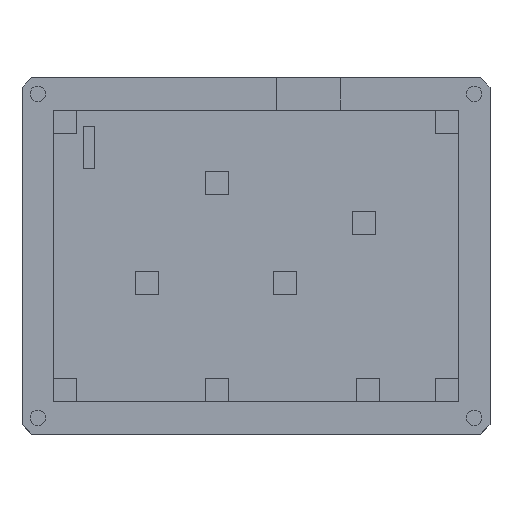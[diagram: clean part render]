
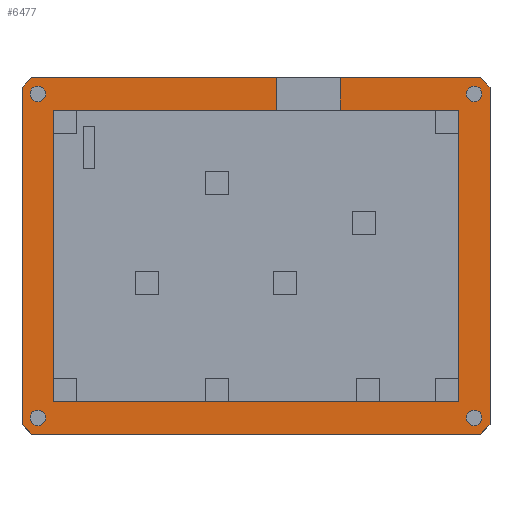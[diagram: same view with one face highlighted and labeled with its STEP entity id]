
A CAD part, top view. The second image highlights one B-rep face of the part: STEP entity #6477.
In plain terms, the highlighted planar face has unit normal (0, 0, 1).
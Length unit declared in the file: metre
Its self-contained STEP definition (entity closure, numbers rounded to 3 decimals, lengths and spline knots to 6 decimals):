
#177=CIRCLE('',#6867,0.0017);
#178=CIRCLE('',#6868,0.0017);
#179=CIRCLE('',#6869,0.0017);
#180=CIRCLE('',#6870,0.0017);
#735=ORIENTED_EDGE('',*,*,#2713,.F.);
#736=ORIENTED_EDGE('',*,*,#2714,.F.);
#737=ORIENTED_EDGE('',*,*,#2715,.F.);
#738=ORIENTED_EDGE('',*,*,#2716,.F.);
#739=ORIENTED_EDGE('',*,*,#2717,.T.);
#740=ORIENTED_EDGE('',*,*,#2718,.T.);
#741=ORIENTED_EDGE('',*,*,#2719,.F.);
#742=ORIENTED_EDGE('',*,*,#2720,.T.);
#743=ORIENTED_EDGE('',*,*,#2721,.T.);
#744=ORIENTED_EDGE('',*,*,#2722,.T.);
#745=ORIENTED_EDGE('',*,*,#2587,.T.);
#746=ORIENTED_EDGE('',*,*,#2723,.T.);
#747=ORIENTED_EDGE('',*,*,#2724,.F.);
#748=ORIENTED_EDGE('',*,*,#2725,.T.);
#749=ORIENTED_EDGE('',*,*,#2726,.F.);
#750=ORIENTED_EDGE('',*,*,#2727,.F.);
#751=ORIENTED_EDGE('',*,*,#2728,.T.);
#752=ORIENTED_EDGE('',*,*,#2729,.T.);
#753=ORIENTED_EDGE('',*,*,#2730,.F.);
#754=ORIENTED_EDGE('',*,*,#2731,.F.);
#2587=EDGE_CURVE('',#3577,#3576,#4188,.T.);
#2713=EDGE_CURVE('',#3702,#3702,#177,.T.);
#2714=EDGE_CURVE('',#3703,#3703,#178,.T.);
#2715=EDGE_CURVE('',#3704,#3704,#179,.T.);
#2716=EDGE_CURVE('',#3705,#3705,#180,.T.);
#2717=EDGE_CURVE('',#3706,#3707,#4251,.T.);
#2718=EDGE_CURVE('',#3707,#3708,#4252,.T.);
#2719=EDGE_CURVE('',#3709,#3708,#4253,.T.);
#2720=EDGE_CURVE('',#3709,#3710,#4254,.T.);
#2721=EDGE_CURVE('',#3710,#3711,#4255,.T.);
#2722=EDGE_CURVE('',#3711,#3577,#4256,.F.);
#2723=EDGE_CURVE('',#3576,#3712,#4257,.T.);
#2724=EDGE_CURVE('',#3713,#3712,#4258,.T.);
#2725=EDGE_CURVE('',#3713,#3714,#4259,.F.);
#2726=EDGE_CURVE('',#3715,#3714,#4260,.T.);
#2727=EDGE_CURVE('',#3716,#3715,#4261,.T.);
#2728=EDGE_CURVE('',#3716,#3717,#4262,.T.);
#2729=EDGE_CURVE('',#3717,#3718,#4263,.T.);
#2730=EDGE_CURVE('',#3719,#3718,#4264,.T.);
#2731=EDGE_CURVE('',#3706,#3719,#4265,.T.);
#3576=VERTEX_POINT('',#8665);
#3577=VERTEX_POINT('',#8667);
#3702=VERTEX_POINT('',#9039);
#3703=VERTEX_POINT('',#9041);
#3704=VERTEX_POINT('',#9043);
#3705=VERTEX_POINT('',#9045);
#3706=VERTEX_POINT('',#9047);
#3707=VERTEX_POINT('',#9048);
#3708=VERTEX_POINT('',#9050);
#3709=VERTEX_POINT('',#9052);
#3710=VERTEX_POINT('',#9054);
#3711=VERTEX_POINT('',#9056);
#3712=VERTEX_POINT('',#9059);
#3713=VERTEX_POINT('',#9061);
#3714=VERTEX_POINT('',#9063);
#3715=VERTEX_POINT('',#9065);
#3716=VERTEX_POINT('',#9067);
#3717=VERTEX_POINT('',#9069);
#3718=VERTEX_POINT('',#9071);
#3719=VERTEX_POINT('',#9073);
#4188=LINE('',#8666,#4863);
#4251=LINE('',#9046,#4926);
#4252=LINE('',#9049,#4927);
#4253=LINE('',#9051,#4928);
#4254=LINE('',#9053,#4929);
#4255=LINE('',#9055,#4930);
#4256=LINE('',#9057,#4931);
#4257=LINE('',#9058,#4932);
#4258=LINE('',#9060,#4933);
#4259=LINE('',#9062,#4934);
#4260=LINE('',#9064,#4935);
#4261=LINE('',#9066,#4936);
#4262=LINE('',#9068,#4937);
#4263=LINE('',#9070,#4938);
#4264=LINE('',#9072,#4939);
#4265=LINE('',#9074,#4940);
#4863=VECTOR('',#7217,1.);
#4926=VECTOR('',#7296,1.);
#4927=VECTOR('',#7297,1.);
#4928=VECTOR('',#7298,1.);
#4929=VECTOR('',#7299,1.);
#4930=VECTOR('',#7300,1.);
#4931=VECTOR('',#7301,1.);
#4932=VECTOR('',#7302,1.);
#4933=VECTOR('',#7303,1.);
#4934=VECTOR('',#7304,1.);
#4935=VECTOR('',#7305,1.);
#4936=VECTOR('',#7306,1.);
#4937=VECTOR('',#7307,1.);
#4938=VECTOR('',#7308,1.);
#4939=VECTOR('',#7309,1.);
#4940=VECTOR('',#7310,1.);
#5480=EDGE_LOOP('',(#735));
#5481=EDGE_LOOP('',(#736));
#5482=EDGE_LOOP('',(#737));
#5483=EDGE_LOOP('',(#738));
#5484=EDGE_LOOP('',(#739,#740,#741,#742,#743,#744,#745,#746,#747,#748,#749,
#750,#751,#752,#753,#754));
#5883=FACE_BOUND('',#5480,.T.);
#5884=FACE_BOUND('',#5481,.T.);
#5885=FACE_BOUND('',#5482,.T.);
#5886=FACE_BOUND('',#5483,.T.);
#5887=FACE_BOUND('',#5484,.T.);
#6266=PLANE('',#6866);
#6477=ADVANCED_FACE('',(#5883,#5884,#5885,#5886,#5887),#6266,.T.);
#6866=AXIS2_PLACEMENT_3D('',#9037,#7286,#7287);
#6867=AXIS2_PLACEMENT_3D('',#9038,#7288,#7289);
#6868=AXIS2_PLACEMENT_3D('',#9040,#7290,#7291);
#6869=AXIS2_PLACEMENT_3D('',#9042,#7292,#7293);
#6870=AXIS2_PLACEMENT_3D('',#9044,#7294,#7295);
#7217=DIRECTION('',(1.,0.,0.));
#7286=DIRECTION('',(0.,0.,1.));
#7287=DIRECTION('',(1.,0.,0.));
#7288=DIRECTION('',(0.,0.,1.));
#7289=DIRECTION('',(1.,0.,0.));
#7290=DIRECTION('',(0.,0.,1.));
#7291=DIRECTION('',(1.,0.,0.));
#7292=DIRECTION('',(0.,0.,1.));
#7293=DIRECTION('',(1.,0.,0.));
#7294=DIRECTION('',(0.,0.,1.));
#7295=DIRECTION('',(1.,0.,0.));
#7296=DIRECTION('',(1.,0.,0.));
#7297=DIRECTION('',(0.,1.,0.));
#7298=DIRECTION('',(1.,0.,0.));
#7299=DIRECTION('',(-0.707,-0.707,0.));
#7300=DIRECTION('',(0.,-1.,0.));
#7301=DIRECTION('',(-0.707,0.707,0.));
#7302=DIRECTION('',(0.707,0.707,0.));
#7303=DIRECTION('',(0.,-1.,0.));
#7304=DIRECTION('',(0.707,-0.707,0.));
#7305=DIRECTION('',(1.,0.,0.));
#7306=DIRECTION('',(0.,1.,0.));
#7307=DIRECTION('',(1.,0.,0.));
#7308=DIRECTION('',(0.,-1.,0.));
#7309=DIRECTION('',(1.,0.,0.));
#7310=DIRECTION('',(0.,-1.,0.));
#8665=CARTESIAN_POINT('',(0.04885,-0.0387,0.015));
#8666=CARTESIAN_POINT('',(0.,-0.0387,0.015));
#8667=CARTESIAN_POINT('',(-0.04885,-0.0387,0.015));
#9037=CARTESIAN_POINT('',(0.,0.,0.015));
#9038=CARTESIAN_POINT('',(0.0474,0.0352,0.015));
#9039=CARTESIAN_POINT('',(0.0491,0.0352,0.015));
#9040=CARTESIAN_POINT('',(-0.0474,-0.0352,0.015));
#9041=CARTESIAN_POINT('',(-0.0457,-0.0352,0.015));
#9042=CARTESIAN_POINT('',(0.0474,-0.0352,0.015));
#9043=CARTESIAN_POINT('',(0.0491,-0.0352,0.015));
#9044=CARTESIAN_POINT('',(-0.0474,0.0352,0.015));
#9045=CARTESIAN_POINT('',(-0.0457,0.0352,0.015));
#9046=CARTESIAN_POINT('',(0.,0.0317,0.015));
#9047=CARTESIAN_POINT('',(-0.04395,0.0317,0.015));
#9048=CARTESIAN_POINT('',(0.00435,0.0317,0.015));
#9049=CARTESIAN_POINT('',(0.00435,0.0307,0.015));
#9050=CARTESIAN_POINT('',(0.00435,0.0387,0.015));
#9051=CARTESIAN_POINT('',(0.,0.0387,0.015));
#9052=CARTESIAN_POINT('',(-0.04885,0.0387,0.015));
#9053=CARTESIAN_POINT('',(-0.043775,0.043775,0.015));
#9054=CARTESIAN_POINT('',(-0.05085,0.0367,0.015));
#9055=CARTESIAN_POINT('',(-0.05085,0.,0.015));
#9056=CARTESIAN_POINT('',(-0.05085,-0.0367,0.015));
#9057=CARTESIAN_POINT('',(-0.043775,-0.043775,0.015));
#9058=CARTESIAN_POINT('',(0.043775,-0.043775,0.015));
#9059=CARTESIAN_POINT('',(0.05085,-0.0367,0.015));
#9060=CARTESIAN_POINT('',(0.05085,0.,0.015));
#9061=CARTESIAN_POINT('',(0.05085,0.0367,0.015));
#9062=CARTESIAN_POINT('',(0.043775,0.043775,0.015));
#9063=CARTESIAN_POINT('',(0.04885,0.0387,0.015));
#9064=CARTESIAN_POINT('',(0.,0.0387,0.015));
#9065=CARTESIAN_POINT('',(0.01835,0.0387,0.015));
#9066=CARTESIAN_POINT('',(0.01835,0.0307,0.015));
#9067=CARTESIAN_POINT('',(0.01835,0.0317,0.015));
#9068=CARTESIAN_POINT('',(0.,0.0317,0.015));
#9069=CARTESIAN_POINT('',(0.04395,0.0317,0.015));
#9070=CARTESIAN_POINT('',(0.04395,0.,0.015));
#9071=CARTESIAN_POINT('',(0.04395,-0.0317,0.015));
#9072=CARTESIAN_POINT('',(0.,-0.0317,0.015));
#9073=CARTESIAN_POINT('',(-0.04395,-0.0317,0.015));
#9074=CARTESIAN_POINT('',(-0.04395,0.,0.015));
